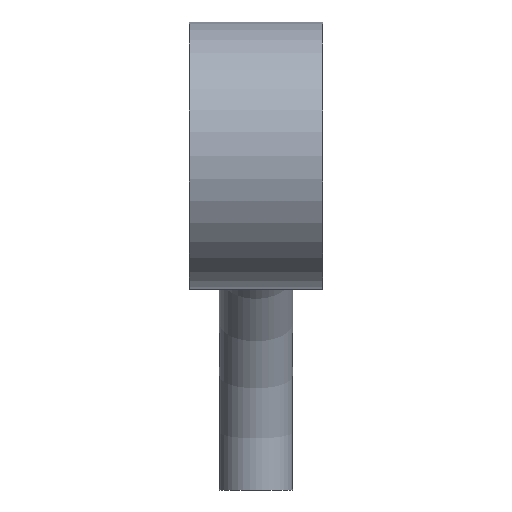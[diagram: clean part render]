
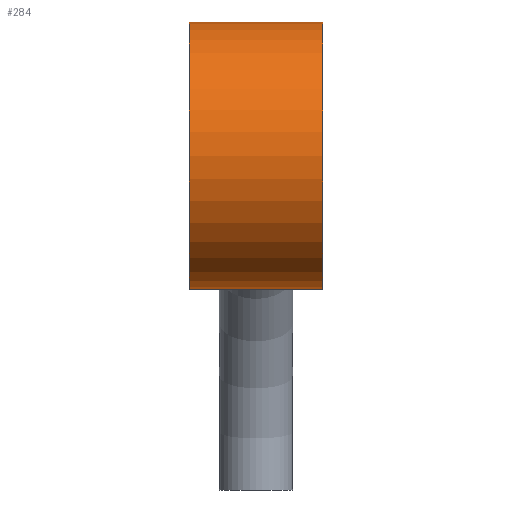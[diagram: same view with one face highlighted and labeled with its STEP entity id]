
A CAD part, left-side view. The second image highlights one B-rep face of the part: STEP entity #284.
In plain terms, the highlighted cylindrical face has radius 4 mm (diameter 8 mm), a partial arc.
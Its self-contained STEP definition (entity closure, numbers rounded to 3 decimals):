
#37=LINE('',#481,#62);
#38=LINE('',#484,#63);
#62=VECTOR('',#402,10.);
#63=VECTOR('',#405,10.);
#75=CYLINDRICAL_SURFACE('',#333,4.);
#99=FACE_OUTER_BOUND('',#117,.T.);
#117=EDGE_LOOP('',(#239,#240,#241,#242));
#138=CIRCLE('',#334,4.);
#139=CIRCLE('',#335,4.);
#156=VERTEX_POINT('',#477);
#157=VERTEX_POINT('',#478);
#158=VERTEX_POINT('',#480);
#159=VERTEX_POINT('',#482);
#188=EDGE_CURVE('',#156,#157,#138,.T.);
#189=EDGE_CURVE('',#157,#158,#37,.T.);
#190=EDGE_CURVE('',#159,#158,#139,.T.);
#191=EDGE_CURVE('',#156,#159,#38,.T.);
#239=ORIENTED_EDGE('',*,*,#188,.T.);
#240=ORIENTED_EDGE('',*,*,#189,.T.);
#241=ORIENTED_EDGE('',*,*,#190,.F.);
#242=ORIENTED_EDGE('',*,*,#191,.F.);
#284=ADVANCED_FACE('',(#99),#75,.T.);
#333=AXIS2_PLACEMENT_3D('',#476,#398,#399);
#334=AXIS2_PLACEMENT_3D('',#479,#400,#401);
#335=AXIS2_PLACEMENT_3D('',#483,#403,#404);
#398=DIRECTION('center_axis',(0.,1.,0.));
#399=DIRECTION('ref_axis',(-1.,0.,0.));
#400=DIRECTION('center_axis',(0.,1.,0.));
#401=DIRECTION('ref_axis',(-1.,0.,0.));
#402=DIRECTION('',(0.,1.,0.));
#403=DIRECTION('center_axis',(0.,1.,0.));
#404=DIRECTION('ref_axis',(-1.,0.,0.));
#405=DIRECTION('',(0.,1.,0.));
#476=CARTESIAN_POINT('Origin',(0.,0.,0.));
#477=CARTESIAN_POINT('',(0.,0.,-4.));
#478=CARTESIAN_POINT('',(0.,0.,4.));
#479=CARTESIAN_POINT('Origin',(0.,0.,0.));
#480=CARTESIAN_POINT('',(0.,4.,4.));
#481=CARTESIAN_POINT('',(0.,0.,4.));
#482=CARTESIAN_POINT('',(0.,4.,-4.));
#483=CARTESIAN_POINT('Origin',(0.,4.,0.));
#484=CARTESIAN_POINT('',(0.,0.,-4.));
